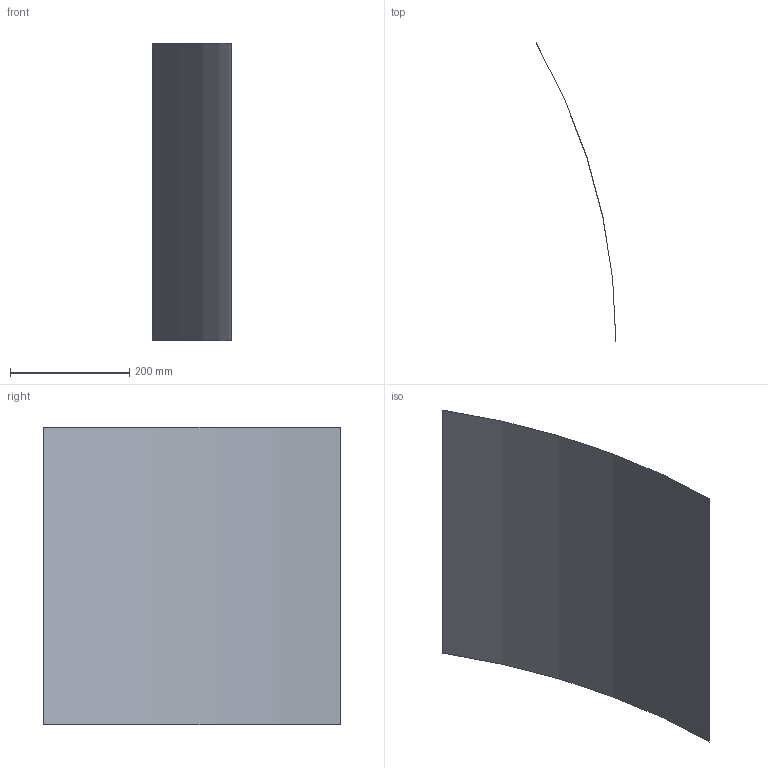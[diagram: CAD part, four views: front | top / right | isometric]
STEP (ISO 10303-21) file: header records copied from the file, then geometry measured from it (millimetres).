
FILE_DESCRIPTION(('STEP FEA test data geometry','AP203 class 4 - Manifold Surfaces'),'2;4');
FILE_NAME('le2srf.p21','1999-08-02 T10:00:00',('R. Goult'),('Caesar Systems','LMR Systems'),'Hand coded','Original NAFEMS data','R. Goult');
FILE_SCHEMA(('CONFIG_CONTROL_DESIGN'));
Length unit declared in the file: metre
Products named in the file (1): LE2tbsurf
Bounding box: 133.97 x 500 x 500 mm (x, y, z)
Surface area: 261799.4 mm2 (no closed solid volume)
Topology: 0 solids, 1 shells, 1 faces, 4 edges, 4 vertices
Faces by surface type: cylinder 1
Entity records: 93 total; most frequent: CARTESIAN_POINT 6, CC_DESIGN_PERSON_AND_ORGANIZATION_ASSIGNMENT 5, PERSON_AND_ORGANIZATION_ROLE 5, VERTEX_POINT 4, EDGE_CURVE 4, ORIENTED_EDGE 4, CC_DESIGN_APPROVAL 3, APPROVAL 3
